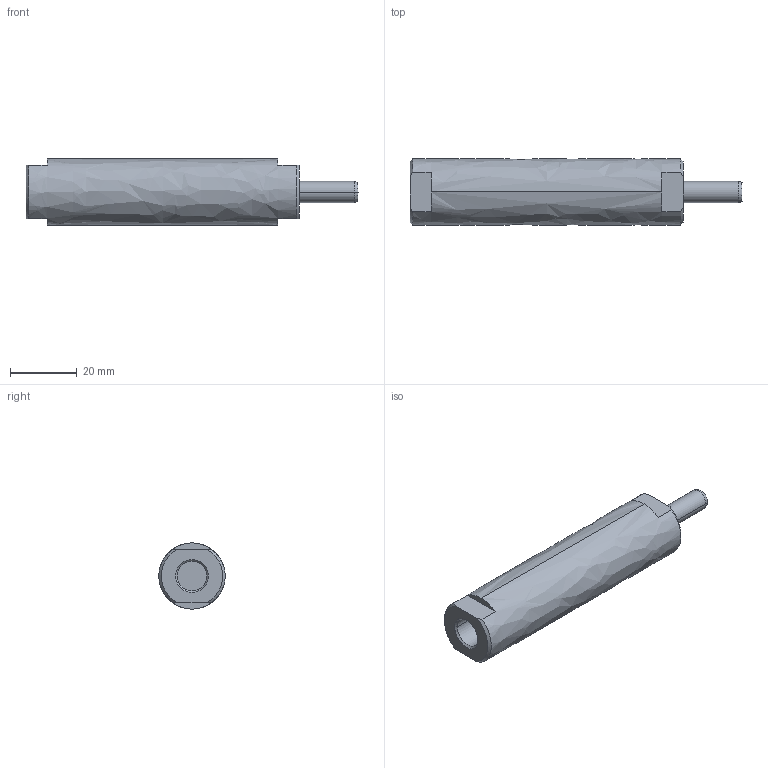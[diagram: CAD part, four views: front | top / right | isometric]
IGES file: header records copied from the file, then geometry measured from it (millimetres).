
Start section:  PTC IGES file: ilcm42001011.igs
Global section: file name: ilcm42001011.igs; native system: Creo Parametric by Parametric Technology Corporation; preprocessor: 2013320; author: jdw; organization: Unknown; date: 20150419.101312; units: millimetre
Bounding box: 99.42 x 19.84 x 19.84 mm (x, y, z)
Surface area: 6285.3 mm2 (no closed solid volume)
Topology: 0 solids, 0 shells, 28 faces, 132 edges, 132 vertices
Faces by surface type: revolution 16, bspline 12
